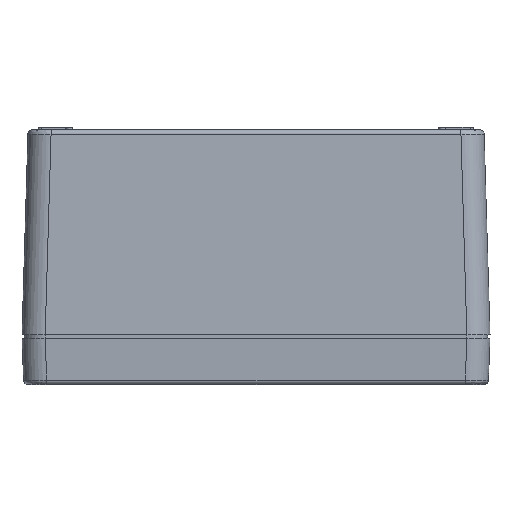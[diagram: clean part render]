
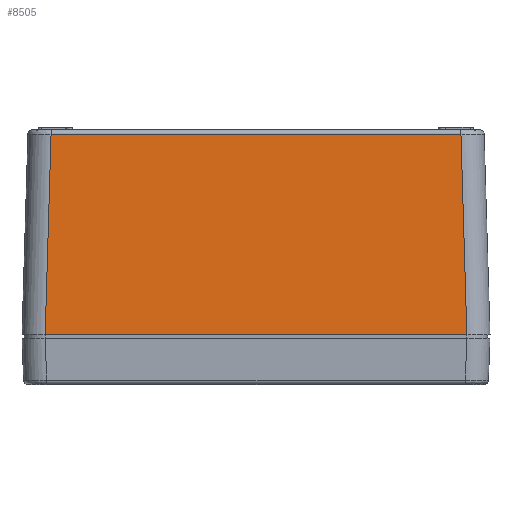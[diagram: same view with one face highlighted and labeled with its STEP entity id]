
A CAD part, left-side view. The second image highlights one B-rep face of the part: STEP entity #8505.
In plain terms, the highlighted face is planar.
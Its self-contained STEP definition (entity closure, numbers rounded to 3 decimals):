
#6302=CARTESIAN_POINT('',(586.125,423.709,1.941));
#6303=VERTEX_POINT('',#6302);
#6467=CARTESIAN_POINT('',(409.202,423.709,1.941));
#6468=VERTEX_POINT('',#6467);
#8117=CARTESIAN_POINT('',(409.202,423.709,1.941));
#8118=DIRECTION('',(1.0,0.0,0.0));
#8119=VECTOR('',#8118,176.923);
#8120=LINE('',#8117,#8119);
#8121=EDGE_CURVE('',#6468,#6303,#8120,.T.);
#8335=CARTESIAN_POINT('',(588.668,426.252,88.5));
#8336=VERTEX_POINT('',#8335);
#8337=CARTESIAN_POINT('',(586.125,423.709,1.941));
#8338=DIRECTION('',(0.029,0.029,0.999));
#8339=VECTOR('',#8338,86.633);
#8340=LINE('',#8337,#8339);
#8341=EDGE_CURVE('',#6303,#8336,#8340,.T.);
#8360=CARTESIAN_POINT('',(406.659,426.252,88.5));
#8361=VERTEX_POINT('',#8360);
#8362=CARTESIAN_POINT('',(406.659,426.252,88.5));
#8363=DIRECTION('',(1.0,0.0,0.0));
#8364=VECTOR('',#8363,182.009);
#8365=LINE('',#8362,#8364);
#8366=EDGE_CURVE('',#8361,#8336,#8365,.T.);
#8473=CARTESIAN_POINT('',(406.659,426.252,88.5));
#8474=DIRECTION('',(0.029,-0.029,-0.999));
#8475=VECTOR('',#8474,86.633);
#8476=LINE('',#8473,#8475);
#8477=EDGE_CURVE('',#8361,#6468,#8476,.T.);
#8494=CARTESIAN_POINT('',(598.663,426.252,88.5));
#8495=DIRECTION('',(0.0,-1.,0.029));
#8496=DIRECTION('',(0.0,-0.029,-1.));
#8497=AXIS2_PLACEMENT_3D('',#8494,#8495,#8496);
#8498=PLANE('',#8497);
#8499=ORIENTED_EDGE('',*,*,#8121,.F.);
#8500=ORIENTED_EDGE('',*,*,#8477,.F.);
#8501=ORIENTED_EDGE('',*,*,#8366,.T.);
#8502=ORIENTED_EDGE('',*,*,#8341,.F.);
#8503=EDGE_LOOP('',(#8499,#8500,#8501,#8502));
#8504=FACE_OUTER_BOUND('',#8503,.T.);
#8505=ADVANCED_FACE('',(#8504),#8498,.F.);
